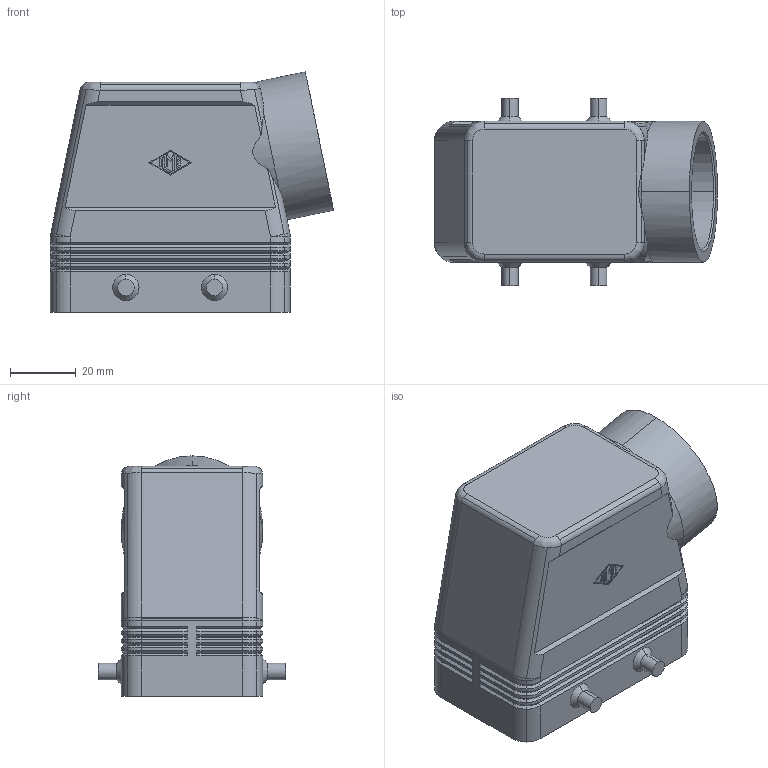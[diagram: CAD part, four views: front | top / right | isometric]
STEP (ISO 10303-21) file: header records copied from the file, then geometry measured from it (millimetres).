
FILE_DESCRIPTION((''),'2;1');
FILE_NAME('CMAO 03.29.stp','2006-12-21T12:33:19',('gembarski'),(''),'Autodesk Inventor 7','Autodesk Inventor 7','');
FILE_SCHEMA(('AUTOMOTIVE_DESIGN { 1 0 10303 214 1 1 1 1 }'));
Length unit declared in the file: millimetre
Products named in the file (1): CAO Tüllengehäuse 2 Bügel für einen Einsatz
Bounding box: 86.24 x 57 x 73.17 mm (x, y, z)
Volume: 56912.1 mm3; surface area: 36476.1 mm2
Topology: 1 solids, 1 shells, 421 faces, 1001 edges, 595 vertices
Faces by surface type: plane 154, cylinder 111, cone 78, bspline 74, sphere 4
Entity records: 12996 total; most frequent: CARTESIAN_POINT 3408, DIRECTION 1999, ORIENTED_EDGE 1986, EDGE_CURVE 993, AXIS2_PLACEMENT_3D 686, VECTOR 627, LINE 627, VERTEX_POINT 595
